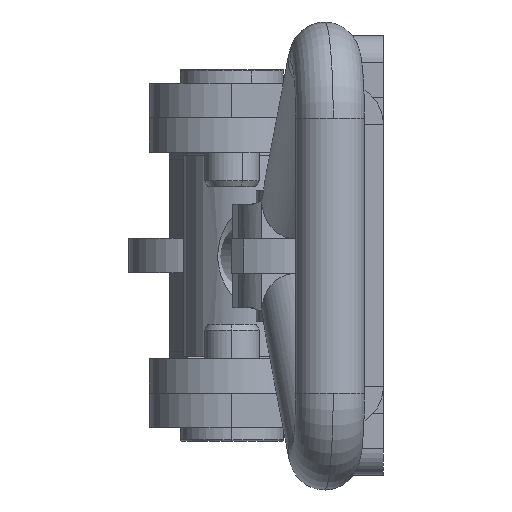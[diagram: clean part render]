
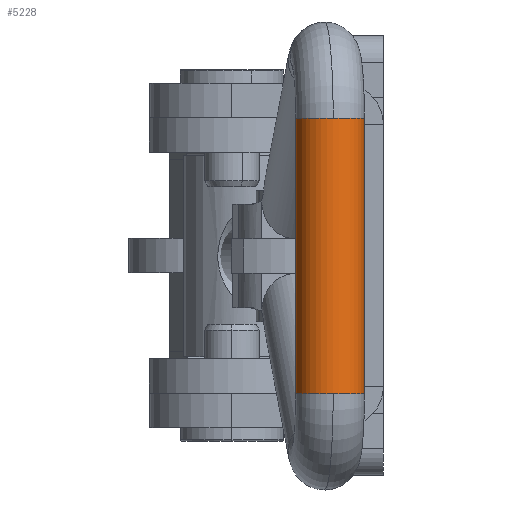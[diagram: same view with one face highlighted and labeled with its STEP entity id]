
A CAD part, left-side view. The second image highlights one B-rep face of the part: STEP entity #5228.
In plain terms, the highlighted cylindrical face has radius 2.5 mm (diameter 5 mm), a partial arc.
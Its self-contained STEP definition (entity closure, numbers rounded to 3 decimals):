
#273 = DIRECTION ( 'NONE',  ( 1., 0., 0. ) ) ;
#295 = EDGE_CURVE ( 'NONE', #1351, #5201, #4816, .T. ) ;
#451 = CARTESIAN_POINT ( 'NONE',  ( -10., 31.5, 0. ) ) ;
#470 = CARTESIAN_POINT ( 'NONE',  ( -10., 31.5, 0. ) ) ;
#510 = FACE_OUTER_BOUND ( 'NONE', #5502, .T. ) ;
#645 = AXIS2_PLACEMENT_3D ( 'NONE', #2936, #273, #807 ) ;
#669 = CARTESIAN_POINT ( 'NONE',  ( -10., 31.5, -2.5 ) ) ;
#807 = DIRECTION ( 'NONE',  ( 0., 0., -1. ) ) ;
#1011 = DIRECTION ( 'NONE',  ( 0., -1., 0. ) ) ;
#1102 = DIRECTION ( 'NONE',  ( -1., 0., 0. ) ) ;
#1105 = ORIENTED_EDGE ( 'NONE', *, *, #6627, .T. ) ;
#1249 = AXIS2_PLACEMENT_3D ( 'NONE', #451, #4143, #6836 ) ;
#1351 = VERTEX_POINT ( 'NONE', #3365 ) ;
#2597 = EDGE_CURVE ( 'NONE', #5201, #6193, #4967, .T. ) ;
#2789 = CIRCLE ( 'NONE', #5528, 2.5 ) ;
#2864 = ORIENTED_EDGE ( 'NONE', *, *, #6528, .F. ) ;
#2923 = EDGE_CURVE ( 'NONE', #3074, #5794, #3125, .T. ) ;
#2936 = CARTESIAN_POINT ( 'NONE',  ( -10., 31.5, 0. ) ) ;
#2947 = DIRECTION ( 'NONE',  ( -1., 0., 0. ) ) ;
#2967 = CIRCLE ( 'NONE', #6071, 2.5 ) ;
#3024 = EDGE_CURVE ( 'NONE', #5794, #4838, #2789, .T. ) ;
#3074 = VERTEX_POINT ( 'NONE', #6182 ) ;
#3125 = LINE ( 'NONE', #6058, #5968 ) ;
#3292 = CIRCLE ( 'NONE', #4997, 2.5 ) ;
#3365 = CARTESIAN_POINT ( 'NONE',  ( -10., 34., 0. ) ) ;
#3744 = ORIENTED_EDGE ( 'NONE', *, *, #2597, .F. ) ;
#3829 = ORIENTED_EDGE ( 'NONE', *, *, #2923, .T. ) ;
#3873 = DIRECTION ( 'NONE',  ( 1., 0., 0. ) ) ;
#4100 = CARTESIAN_POINT ( 'NONE',  ( 10., 34., 0. ) ) ;
#4143 = DIRECTION ( 'NONE',  ( -1., 0., 0. ) ) ;
#4220 = DIRECTION ( 'NONE',  ( -1., 0., 0. ) ) ;
#4306 = CARTESIAN_POINT ( 'NONE',  ( 10., 31.5, 0. ) ) ;
#4436 = CARTESIAN_POINT ( 'NONE',  ( -10., 31.5, -2.5 ) ) ;
#4614 = CYLINDRICAL_SURFACE ( 'NONE', #645, 2.5 ) ;
#4816 = CIRCLE ( 'NONE', #1249, 2.5 ) ;
#4834 = DIRECTION ( 'NONE',  ( 0., -1., 0. ) ) ;
#4838 = VERTEX_POINT ( 'NONE', #4100 ) ;
#4839 = CARTESIAN_POINT ( 'NONE',  ( 10., 31.5, -2.5 ) ) ;
#4967 = LINE ( 'NONE', #669, #6210 ) ;
#4976 = DIRECTION ( 'NONE',  ( 1., 0., 0. ) ) ;
#4997 = AXIS2_PLACEMENT_3D ( 'NONE', #470, #4220, #1011 ) ;
#5201 = VERTEX_POINT ( 'NONE', #4436 ) ;
#5228 = ADVANCED_FACE ( 'NONE', ( #510 ), #4614, .T. ) ;
#5257 = ORIENTED_EDGE ( 'NONE', *, *, #295, .F. ) ;
#5259 = ORIENTED_EDGE ( 'NONE', *, *, #3024, .T. ) ;
#5502 = EDGE_LOOP ( 'NONE', ( #2864, #3829, #5259, #1105, #3744, #5257 ) ) ;
#5528 = AXIS2_PLACEMENT_3D ( 'NONE', #6140, #2947, #6675 ) ;
#5794 = VERTEX_POINT ( 'NONE', #6237 ) ;
#5968 = VECTOR ( 'NONE', #4976, 1000. ) ;
#6058 = CARTESIAN_POINT ( 'NONE',  ( -10., 31.5, 2.5 ) ) ;
#6071 = AXIS2_PLACEMENT_3D ( 'NONE', #4306, #1102, #4834 ) ;
#6140 = CARTESIAN_POINT ( 'NONE',  ( 10., 31.5, 0. ) ) ;
#6182 = CARTESIAN_POINT ( 'NONE',  ( -10., 31.5, 2.5 ) ) ;
#6193 = VERTEX_POINT ( 'NONE', #4839 ) ;
#6210 = VECTOR ( 'NONE', #3873, 1000. ) ;
#6237 = CARTESIAN_POINT ( 'NONE',  ( 10., 31.5, 2.5 ) ) ;
#6528 = EDGE_CURVE ( 'NONE', #3074, #1351, #3292, .T. ) ;
#6627 = EDGE_CURVE ( 'NONE', #4838, #6193, #2967, .T. ) ;
#6675 = DIRECTION ( 'NONE',  ( 0., -1., 0. ) ) ;
#6836 = DIRECTION ( 'NONE',  ( 0., -1., 0. ) ) ;
